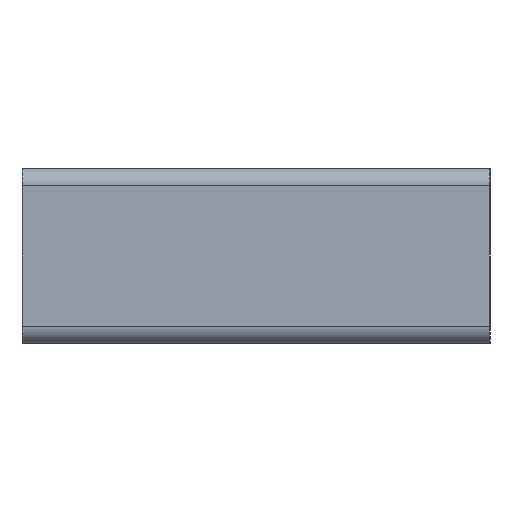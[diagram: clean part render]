
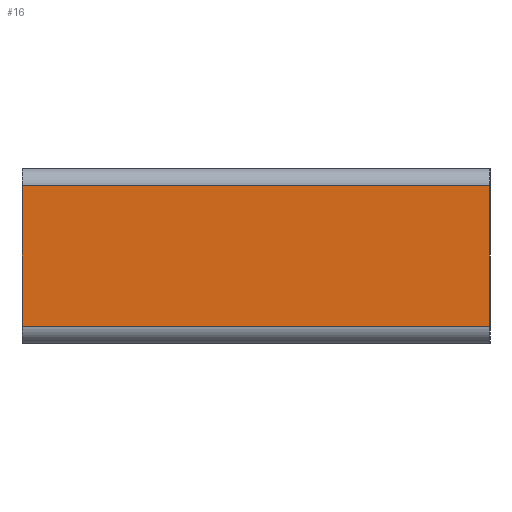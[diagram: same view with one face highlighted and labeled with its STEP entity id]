
A CAD part, left-side view. The second image highlights one B-rep face of the part: STEP entity #16.
In plain terms, the highlighted planar face has unit normal (-1, 0, 0).
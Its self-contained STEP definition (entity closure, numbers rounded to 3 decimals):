
#12=DIRECTION('',(0.,0.,1.));
#16=ADVANCED_FACE('',(#17),#44,.F.);
#17=FACE_BOUND('',#18,.F.);
#18=EDGE_LOOP('',(#19,#28,#35,#41));
#19=ORIENTED_EDGE('',*,*,#20,.F.);
#20=EDGE_CURVE('',#21,#23,#25,.T.);
#21=VERTEX_POINT('',#22);
#22=CARTESIAN_POINT('',(-2.25,-0.8,0.06));
#23=VERTEX_POINT('',#24);
#24=CARTESIAN_POINT('',(-2.25,-0.8,0.54));
#25=LINE('',#26,#27);
#26=CARTESIAN_POINT('',(-2.25,-0.8,0.));
#27=VECTOR('',#12,1.);
#28=ORIENTED_EDGE('',*,*,#29,.T.);
#29=EDGE_CURVE('',#21,#30,#32,.T.);
#30=VERTEX_POINT('',#31);
#31=CARTESIAN_POINT('',(-2.25,0.8,0.06));
#32=LINE('',#22,#33);
#33=VECTOR('',#34,1.);
#34=DIRECTION('',(0.,1.,0.));
#35=ORIENTED_EDGE('',*,*,#36,.T.);
#36=EDGE_CURVE('',#30,#37,#39,.T.);
#37=VERTEX_POINT('',#38);
#38=CARTESIAN_POINT('',(-2.25,0.8,0.54));
#39=LINE('',#40,#27);
#40=CARTESIAN_POINT('',(-2.25,0.8,0.));
#41=ORIENTED_EDGE('',*,*,#42,.F.);
#42=EDGE_CURVE('',#23,#37,#43,.T.);
#43=LINE('',#24,#33);
#44=PLANE('',#45);
#45=AXIS2_PLACEMENT_3D('',#26,#46,#12);
#46=DIRECTION('',(1.,0.,0.));
